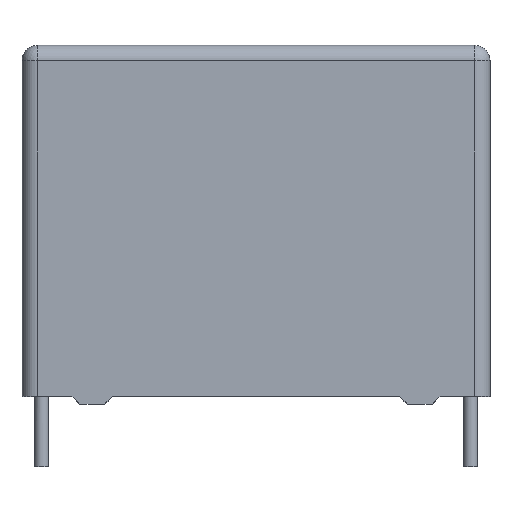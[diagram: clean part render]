
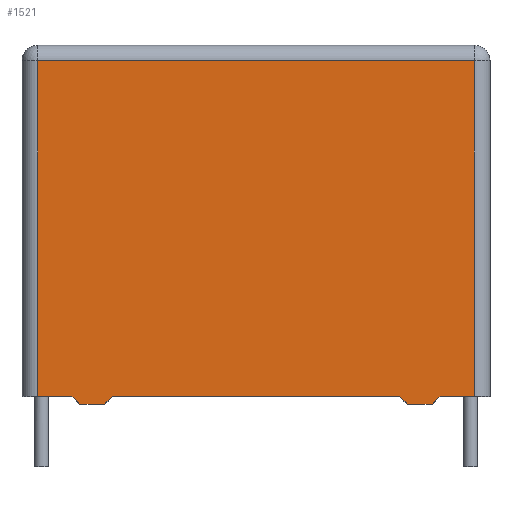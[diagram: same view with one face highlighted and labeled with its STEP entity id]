
A CAD part, top view. The second image highlights one B-rep face of the part: STEP entity #1521.
In plain terms, the highlighted planar face has unit normal (0, 0, 1).
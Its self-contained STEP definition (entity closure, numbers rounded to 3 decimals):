
#479=DIRECTION('',(-1.,0.,0.));
#480=VECTOR('',#479,28.);
#481=CARTESIAN_POINT('',(14.,22.,6.5));
#482=LINE('',#481,#480);
#486=DIRECTION('',(0.,1.,0.));
#487=VECTOR('',#486,21.5);
#488=CARTESIAN_POINT('',(14.,0.5,6.5));
#489=LINE('',#488,#487);
#493=DIRECTION('',(1.,0.,0.));
#494=VECTOR('',#493,2.2);
#495=CARTESIAN_POINT('',(11.8,0.5,6.5));
#496=LINE('',#495,#494);
#500=DIRECTION('',(0.707,0.707,0.));
#501=VECTOR('',#500,0.707);
#502=CARTESIAN_POINT('',(11.3,0.,6.5));
#503=LINE('',#502,#501);
#507=DIRECTION('',(1.,0.,0.));
#508=VECTOR('',#507,1.6);
#509=CARTESIAN_POINT('',(9.7,0.,6.5));
#510=LINE('',#509,#508);
#514=DIRECTION('',(0.707,-0.707,0.));
#515=VECTOR('',#514,0.707);
#516=CARTESIAN_POINT('',(9.2,0.5,6.5));
#517=LINE('',#516,#515);
#521=DIRECTION('',(1.,0.,0.));
#522=VECTOR('',#521,18.4);
#523=CARTESIAN_POINT('',(-9.2,0.5,6.5));
#524=LINE('',#523,#522);
#528=DIRECTION('',(0.707,0.707,0.));
#529=VECTOR('',#528,0.707);
#530=CARTESIAN_POINT('',(-9.7,0.,6.5));
#531=LINE('',#530,#529);
#535=DIRECTION('',(1.,0.,0.));
#536=VECTOR('',#535,1.6);
#537=CARTESIAN_POINT('',(-11.3,0.,6.5));
#538=LINE('',#537,#536);
#542=DIRECTION('',(0.707,-0.707,0.));
#543=VECTOR('',#542,0.707);
#544=CARTESIAN_POINT('',(-11.8,0.5,6.5));
#545=LINE('',#544,#543);
#549=DIRECTION('',(1.,0.,0.));
#550=VECTOR('',#549,2.2);
#551=CARTESIAN_POINT('',(-14.,0.5,6.5));
#552=LINE('',#551,#550);
#556=DIRECTION('',(0.,-1.,0.));
#557=VECTOR('',#556,21.5);
#558=CARTESIAN_POINT('',(-14.,22.,6.5));
#559=LINE('',#558,#557);
#1036=CARTESIAN_POINT('',(-11.8,0.5,6.5));
#1037=VERTEX_POINT('',#1036);
#1038=CARTESIAN_POINT('',(-11.3,0.,6.5));
#1039=VERTEX_POINT('',#1038);
#1040=CARTESIAN_POINT('',(-9.7,0.,6.5));
#1041=CARTESIAN_POINT('',(-9.2,0.5,6.5));
#1042=VERTEX_POINT('',#1040);
#1043=VERTEX_POINT('',#1041);
#1052=CARTESIAN_POINT('',(9.2,0.5,6.5));
#1053=VERTEX_POINT('',#1052);
#1054=CARTESIAN_POINT('',(9.7,0.,6.5));
#1055=VERTEX_POINT('',#1054);
#1056=CARTESIAN_POINT('',(11.3,0.,6.5));
#1057=CARTESIAN_POINT('',(11.8,0.5,6.5));
#1058=VERTEX_POINT('',#1056);
#1059=VERTEX_POINT('',#1057);
#1076=CARTESIAN_POINT('',(14.,22.,6.5));
#1077=CARTESIAN_POINT('',(-14.,22.,6.5));
#1078=VERTEX_POINT('',#1076);
#1079=VERTEX_POINT('',#1077);
#1080=CARTESIAN_POINT('',(-14.,0.5,6.5));
#1082=VERTEX_POINT('',#1080);
#1101=CARTESIAN_POINT('',(14.,0.5,6.5));
#1103=VERTEX_POINT('',#1101);
#1497=CARTESIAN_POINT('',(0.,0.,6.5));
#1498=DIRECTION('',(0.,0.,1.));
#1499=DIRECTION('',(1.,0.,0.));
#1500=AXIS2_PLACEMENT_3D('',#1497,#1498,#1499);
#1501=PLANE('',#1500);
#1503=ORIENTED_EDGE('',*,*,#1502,.F.);
#1505=ORIENTED_EDGE('',*,*,#1504,.F.);
#1506=ORIENTED_EDGE('',*,*,#1282,.F.);
#1508=ORIENTED_EDGE('',*,*,#1507,.F.);
#1509=ORIENTED_EDGE('',*,*,#1396,.F.);
#1510=ORIENTED_EDGE('',*,*,#1491,.F.);
#1511=ORIENTED_EDGE('',*,*,#1219,.F.);
#1513=ORIENTED_EDGE('',*,*,#1512,.F.);
#1514=ORIENTED_EDGE('',*,*,#1380,.F.);
#1515=ORIENTED_EDGE('',*,*,#1449,.F.);
#1516=ORIENTED_EDGE('',*,*,#1250,.F.);
#1518=ORIENTED_EDGE('',*,*,#1517,.F.);
#1519=EDGE_LOOP('',(#1503,#1505,#1506,#1508,#1509,#1510,#1511,#1513,#1514,#1515,
#1516,#1518));
#1520=FACE_OUTER_BOUND('',#1519,.F.);
#1521=ADVANCED_FACE('',(#1520),#1501,.T.);
#1219=EDGE_CURVE('',#1043,#1053,#524,.T.);
#1250=EDGE_CURVE('',#1082,#1037,#552,.T.);
#1282=EDGE_CURVE('',#1059,#1103,#496,.T.);
#1380=EDGE_CURVE('',#1039,#1042,#538,.T.);
#1396=EDGE_CURVE('',#1055,#1058,#510,.T.);
#1449=EDGE_CURVE('',#1037,#1039,#545,.T.);
#1491=EDGE_CURVE('',#1053,#1055,#517,.T.);
#1502=EDGE_CURVE('',#1078,#1079,#482,.T.);
#1504=EDGE_CURVE('',#1103,#1078,#489,.T.);
#1507=EDGE_CURVE('',#1058,#1059,#503,.T.);
#1512=EDGE_CURVE('',#1042,#1043,#531,.T.);
#1517=EDGE_CURVE('',#1079,#1082,#559,.T.);
